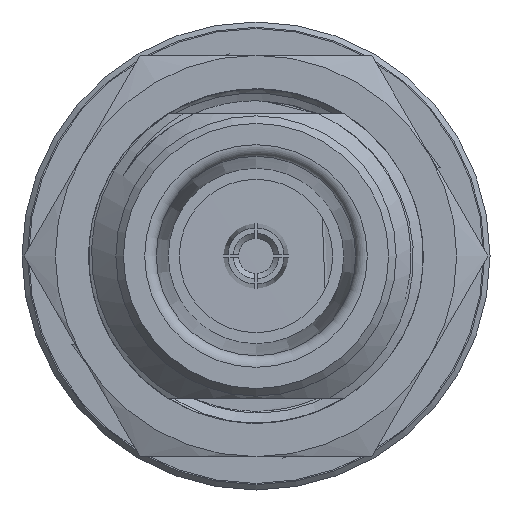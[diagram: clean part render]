
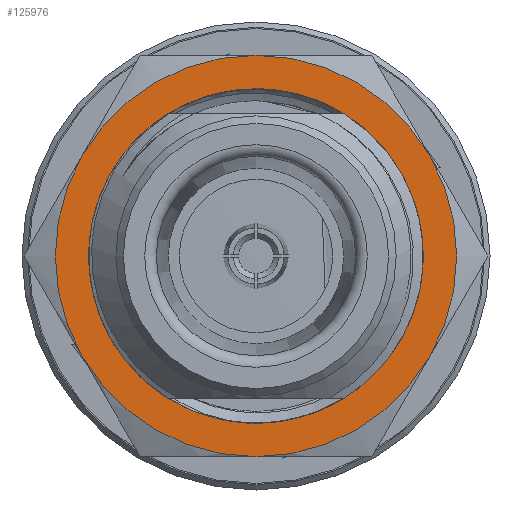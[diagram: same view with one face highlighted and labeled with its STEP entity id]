
A CAD part, left-side view. The second image highlights one B-rep face of the part: STEP entity #125976.
In plain terms, the highlighted planar face has unit normal (-1, 0, 0).
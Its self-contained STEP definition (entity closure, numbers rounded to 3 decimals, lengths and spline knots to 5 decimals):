
#676 = CARTESIAN_POINT ( 'NONE',  ( 0.667, 0., 0. ) ) ;
#1278 = DIRECTION ( 'NONE',  ( 0., 0.5, -0.866 ) ) ;
#15419 = CARTESIAN_POINT ( 'NONE',  ( 0.667, 0., 0. ) ) ;
#17623 = EDGE_CURVE ( 'NONE', #139278, #104969, #126279, .T. ) ;
#20256 = EDGE_CURVE ( 'NONE', #163384, #139278, #122090, .T. ) ;
#21332 = AXIS2_PLACEMENT_3D ( 'NONE', #77332, #173742, #90117 ) ;
#23055 = DIRECTION ( 'NONE',  ( 0., 0.5, -0.866 ) ) ;
#24238 = CARTESIAN_POINT ( 'NONE',  ( 0.667, 0., 0. ) ) ;
#25636 = CARTESIAN_POINT ( 'NONE',  ( 0.667, 0.07001, -0.30456 ) ) ;
#27761 = CIRCLE ( 'NONE', #164615, 0.375 ) ;
#30637 = CIRCLE ( 'NONE', #112445, 0.375 ) ;
#31137 = DIRECTION ( 'NONE',  ( 0., 0.5, -0.866 ) ) ;
#33570 = EDGE_CURVE ( 'NONE', #92800, #87815, #38482, .T. ) ;
#35782 = ORIENTED_EDGE ( 'NONE', *, *, #60612, .F. ) ;
#37759 = AXIS2_PLACEMENT_3D ( 'NONE', #24238, #80022, #95161 ) ;
#38482 = CIRCLE ( 'NONE', #21332, 0.375 ) ;
#38772 = CARTESIAN_POINT ( 'NONE',  ( 0.667, 0., 0. ) ) ;
#42856 = CARTESIAN_POINT ( 'NONE',  ( 0.667, 0., 0.375 ) ) ;
#43477 = DIRECTION ( 'NONE',  ( -1., 0., 0. ) ) ;
#48325 = ORIENTED_EDGE ( 'NONE', *, *, #151702, .T. ) ;
#50244 = AXIS2_PLACEMENT_3D ( 'NONE', #676, #98287, #1278 ) ;
#50921 = CARTESIAN_POINT ( 'NONE',  ( 0.667, 0., 0. ) ) ;
#52072 = EDGE_CURVE ( 'NONE', #87815, #115720, #148787, .T. ) ;
#53161 = ORIENTED_EDGE ( 'NONE', *, *, #72638, .T. ) ;
#59117 = DIRECTION ( 'NONE',  ( 0., 0.5, -0.866 ) ) ;
#60228 = CARTESIAN_POINT ( 'NONE',  ( 0.667, -0.32476, -0.1875 ) ) ;
#60612 = EDGE_CURVE ( 'NONE', #65308, #115145, #143244, .T. ) ;
#63184 = CARTESIAN_POINT ( 'NONE',  ( 0.667, 0.32476, -0.1875 ) ) ;
#65308 = VERTEX_POINT ( 'NONE', #135548 ) ;
#65505 = PLANE ( 'NONE',  #174731 ) ;
#68682 = CARTESIAN_POINT ( 'NONE',  ( 0.667, -0.32476, 0.1875 ) ) ;
#72473 = DIRECTION ( 'NONE',  ( 0., 0.5, -0.866 ) ) ;
#72638 = EDGE_CURVE ( 'NONE', #104969, #92800, #30637, .T. ) ;
#72674 = ORIENTED_EDGE ( 'NONE', *, *, #17623, .T. ) ;
#75464 = DIRECTION ( 'NONE',  ( -1., 0., 0. ) ) ;
#76288 = AXIS2_PLACEMENT_3D ( 'NONE', #15419, #153613, #31137 ) ;
#76824 = FACE_OUTER_BOUND ( 'NONE', #79024, .T. ) ;
#77332 = CARTESIAN_POINT ( 'NONE',  ( 0.667, 0., 0. ) ) ;
#79024 = EDGE_LOOP ( 'NONE', ( #53161, #171496, #171743, #48325, #155715, #72674 ) ) ;
#80022 = DIRECTION ( 'NONE',  ( -1., 0., 0. ) ) ;
#85819 = CARTESIAN_POINT ( 'NONE',  ( 0.667, 0., 0. ) ) ;
#85958 = CARTESIAN_POINT ( 'NONE',  ( 0.667, 0., 0. ) ) ;
#87815 = VERTEX_POINT ( 'NONE', #60228 ) ;
#90117 = DIRECTION ( 'NONE',  ( 0., 0.5, -0.866 ) ) ;
#92800 = VERTEX_POINT ( 'NONE', #97027 ) ;
#95161 = DIRECTION ( 'NONE',  ( 0., 0.5, -0.866 ) ) ;
#97027 = CARTESIAN_POINT ( 'NONE',  ( 0.667, 0., -0.375 ) ) ;
#97845 = AXIS2_PLACEMENT_3D ( 'NONE', #85819, #113701, #72473 ) ;
#98287 = DIRECTION ( 'NONE',  ( -1., 0., 0. ) ) ;
#99912 = DIRECTION ( 'NONE',  ( 0., 0.5, -0.866 ) ) ;
#100542 = EDGE_CURVE ( 'NONE', #115145, #65308, #169931, .T. ) ;
#104969 = VERTEX_POINT ( 'NONE', #63184 ) ;
#111654 = FACE_BOUND ( 'NONE', #141308, .T. ) ;
#112445 = AXIS2_PLACEMENT_3D ( 'NONE', #50921, #120062, #23055 ) ;
#113701 = DIRECTION ( 'NONE',  ( -1., 0., 0. ) ) ;
#115145 = VERTEX_POINT ( 'NONE', #25636 ) ;
#115720 = VERTEX_POINT ( 'NONE', #68682 ) ;
#120062 = DIRECTION ( 'NONE',  ( -1., 0., 0. ) ) ;
#122090 = CIRCLE ( 'NONE', #50244, 0.375 ) ;
#125976 = ADVANCED_FACE ( 'NONE', ( #111654, #76824 ), #65505, .T. ) ;
#126279 = CIRCLE ( 'NONE', #97845, 0.375 ) ;
#135548 = CARTESIAN_POINT ( 'NONE',  ( 0.667, 0.26486, -0.16585 ) ) ;
#139278 = VERTEX_POINT ( 'NONE', #168196 ) ;
#141308 = EDGE_LOOP ( 'NONE', ( #146479, #35782 ) ) ;
#143244 = CIRCLE ( 'NONE', #76288, 0.3125 ) ;
#146479 = ORIENTED_EDGE ( 'NONE', *, *, #100542, .F. ) ;
#148787 = CIRCLE ( 'NONE', #37759, 0.375 ) ;
#151702 = EDGE_CURVE ( 'NONE', #115720, #163384, #27761, .T. ) ;
#153613 = DIRECTION ( 'NONE',  ( -1., 0., 0. ) ) ;
#155715 = ORIENTED_EDGE ( 'NONE', *, *, #20256, .T. ) ;
#157016 = AXIS2_PLACEMENT_3D ( 'NONE', #85958, #43477, #99912 ) ;
#158513 = CARTESIAN_POINT ( 'NONE',  ( 0.667, 0., 0. ) ) ;
#162500 = DIRECTION ( 'NONE',  ( 0., 0.5, -0.866 ) ) ;
#163384 = VERTEX_POINT ( 'NONE', #42856 ) ;
#164283 = DIRECTION ( 'NONE',  ( -1., 0., 0. ) ) ;
#164615 = AXIS2_PLACEMENT_3D ( 'NONE', #158513, #75464, #59117 ) ;
#168196 = CARTESIAN_POINT ( 'NONE',  ( 0.667, 0.32476, 0.1875 ) ) ;
#169931 = CIRCLE ( 'NONE', #157016, 0.3125 ) ;
#171496 = ORIENTED_EDGE ( 'NONE', *, *, #33570, .T. ) ;
#171743 = ORIENTED_EDGE ( 'NONE', *, *, #52072, .T. ) ;
#173742 = DIRECTION ( 'NONE',  ( -1., 0., 0. ) ) ;
#174731 = AXIS2_PLACEMENT_3D ( 'NONE', #38772, #164283, #162500 ) ;
